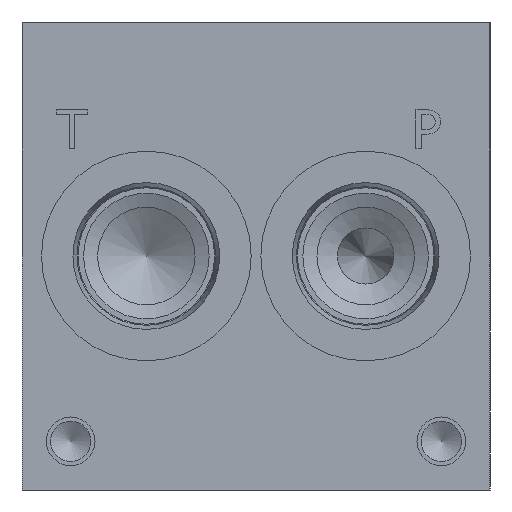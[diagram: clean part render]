
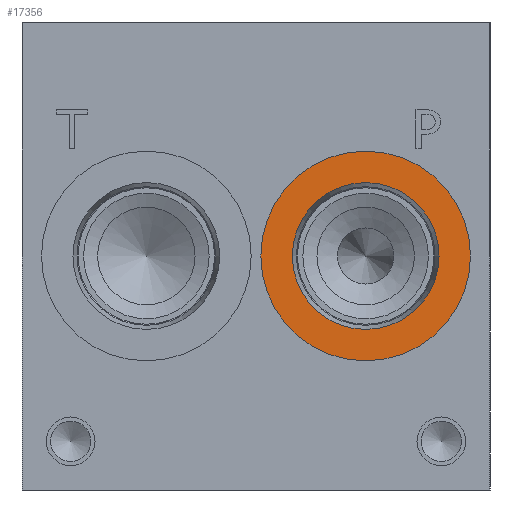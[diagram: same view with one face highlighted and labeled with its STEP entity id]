
A CAD part, left-side view. The second image highlights one B-rep face of the part: STEP entity #17356.
In plain terms, the highlighted planar face has unit normal (-1, 0, 0).
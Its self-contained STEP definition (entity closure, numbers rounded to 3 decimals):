
#748=CIRCLE('',#18554,17.069);
#749=CIRCLE('',#18555,17.069);
#750=CIRCLE('',#18556,11.951);
#909=FACE_BOUND('',#3302,.T.);
#1390=PLANE('',#18553);
#2274=FACE_OUTER_BOUND('',#3301,.T.);
#3301=EDGE_LOOP('',(#15445,#15446));
#3302=EDGE_LOOP('',(#15447));
#8380=VERTEX_POINT('',#30170);
#8381=VERTEX_POINT('',#30171);
#8382=VERTEX_POINT('',#30174);
#10782=EDGE_CURVE('',#8380,#8381,#748,.T.);
#10783=EDGE_CURVE('',#8381,#8380,#749,.T.);
#10784=EDGE_CURVE('',#8382,#8382,#750,.T.);
#15445=ORIENTED_EDGE('',*,*,#10782,.T.);
#15446=ORIENTED_EDGE('',*,*,#10783,.T.);
#15447=ORIENTED_EDGE('',*,*,#10784,.F.);
#17356=ADVANCED_FACE('',(#2274,#909),#1390,.T.);
#18553=AXIS2_PLACEMENT_3D('',#30169,#22370,#22371);
#18554=AXIS2_PLACEMENT_3D('',#30172,#22372,#22373);
#18555=AXIS2_PLACEMENT_3D('',#30173,#22374,#22375);
#18556=AXIS2_PLACEMENT_3D('',#30175,#22376,#22377);
#22370=DIRECTION('center_axis',(-1.,0.,0.));
#22371=DIRECTION('ref_axis',(0.,1.,0.));
#22372=DIRECTION('center_axis',(-1.,0.,0.));
#22373=DIRECTION('ref_axis',(0.,1.,0.));
#22374=DIRECTION('center_axis',(-1.,0.,0.));
#22375=DIRECTION('ref_axis',(0.,1.,0.));
#22376=DIRECTION('center_axis',(-1.,0.,0.));
#22377=DIRECTION('ref_axis',(0.,1.,0.));
#30169=CARTESIAN_POINT('Origin',(0.787,20.244,38.1));
#30170=CARTESIAN_POINT('',(0.787,37.313,38.1));
#30171=CARTESIAN_POINT('',(0.787,3.175,38.1));
#30172=CARTESIAN_POINT('Origin',(0.787,20.244,38.1));
#30173=CARTESIAN_POINT('Origin',(0.787,20.244,38.1));
#30174=CARTESIAN_POINT('',(0.787,8.293,38.1));
#30175=CARTESIAN_POINT('Origin',(0.787,20.244,38.1));
